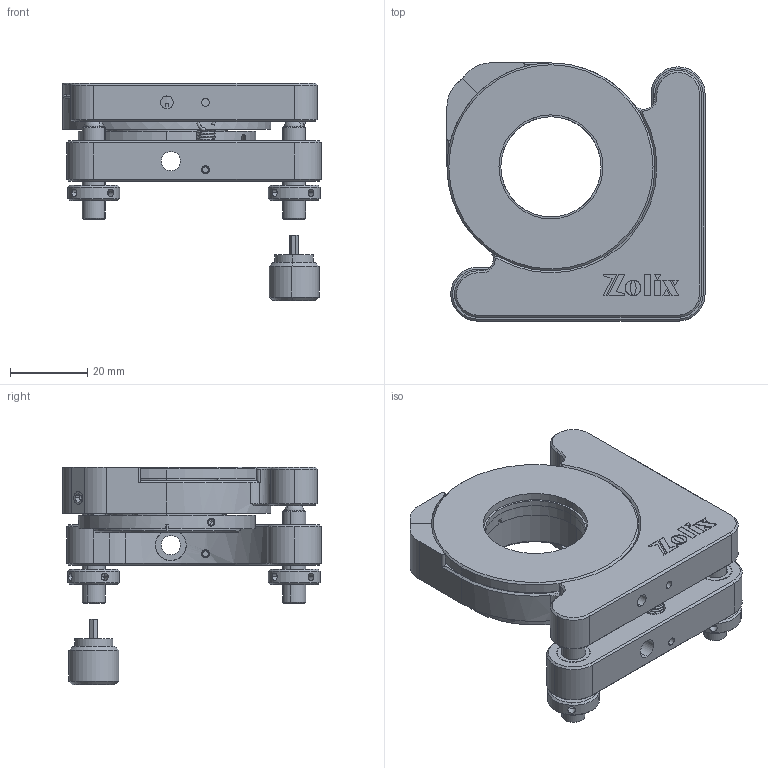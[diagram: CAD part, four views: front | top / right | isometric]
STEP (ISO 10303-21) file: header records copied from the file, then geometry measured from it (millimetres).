
FILE_DESCRIPTION (( 'STEP AP203' ), '1' );
FILE_NAME ('NMPO30-3A.STEP', '2019-11-19T06:53:50', ( '' ), ( '' ), 'SwSTEP 2.0', 'SolidWorks 2016', '' );
FILE_SCHEMA (( 'CONFIG_CONTROL_DESIGN' ));
Length unit declared in the file: millimetre
Products named in the file (1): NMPO30-3A
Bounding box: 67 x 67 x 56.58 mm (x, y, z)
Surface area: 27164.1 mm2 (no closed solid volume)
Topology: 0 solids, 44 shells, 481 faces, 1541 edges, 1058 vertices
Faces by surface type: plane 192, cylinder 134, cone 127, sphere 16, bspline 12
Entity records: 22936 total; most frequent: CARTESIAN_POINT 9696, DIRECTION 2781, ORIENTED_EDGE 2441, EDGE_CURVE 1473, VERTEX_POINT 1034, AXIS2_PLACEMENT_3D 965, LINE 851, VECTOR 851
